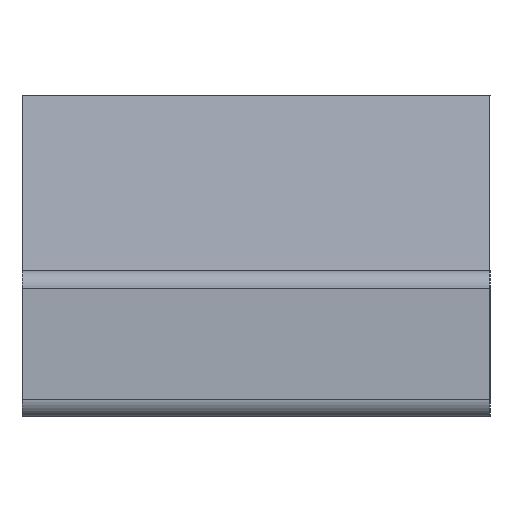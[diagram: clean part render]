
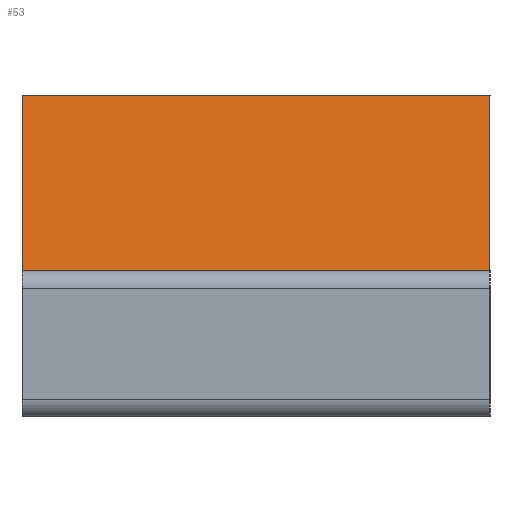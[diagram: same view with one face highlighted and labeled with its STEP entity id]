
A CAD part, left-side view. The second image highlights one B-rep face of the part: STEP entity #53.
In plain terms, the highlighted planar face has unit normal (-0.989, 0, 0.15).
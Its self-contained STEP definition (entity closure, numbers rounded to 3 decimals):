
#20=ORIENTED_EDGE('',*,*,#21,.T.);
#21=EDGE_CURVE('',#22,#24,#26,.T.);
#22=VERTEX_POINT('',#23);
#23=CARTESIAN_POINT('',(-1.,-0.8,0.44));
#24=VERTEX_POINT('',#25);
#25=CARTESIAN_POINT('',(-0.9,-0.8,1.1));
#26=LINE('',#23,#27);
#27=VECTOR('',#28,1.);
#28=DIRECTION('',(0.15,0.,0.989));
#53=ADVANCED_FACE('',(#54),#79,.T.);
#54=FACE_BOUND('',#55,.T.);
#55=EDGE_LOOP('',(#56,#65,#69,#20,#71,#76));
#56=ORIENTED_EDGE('',*,*,#57,.T.);
#57=EDGE_CURVE('',#58,#60,#62,.T.);
#58=VERTEX_POINT('',#59);
#59=CARTESIAN_POINT('',(-1.,0.8,0.44));
#60=VERTEX_POINT('',#61);
#61=CARTESIAN_POINT('',(-1.,0.6,0.44));
#62=LINE('',#59,#63);
#63=VECTOR('',#64,1.);
#64=DIRECTION('',(0.,-1.,0.));
#65=ORIENTED_EDGE('',*,*,#66,.T.);
#66=EDGE_CURVE('',#60,#67,#62,.T.);
#67=VERTEX_POINT('',#68);
#68=CARTESIAN_POINT('',(-1.,-0.6,0.44));
#69=ORIENTED_EDGE('',*,*,#70,.T.);
#70=EDGE_CURVE('',#67,#22,#62,.T.);
#71=ORIENTED_EDGE('',*,*,#72,.F.);
#72=EDGE_CURVE('',#73,#24,#75,.T.);
#73=VERTEX_POINT('',#74);
#74=CARTESIAN_POINT('',(-0.9,0.8,1.1));
#75=LINE('',#74,#63);
#76=ORIENTED_EDGE('',*,*,#77,.F.);
#77=EDGE_CURVE('',#58,#73,#78,.T.);
#78=LINE('',#59,#27);
#79=PLANE('',#80);
#80=AXIS2_PLACEMENT_3D('',#59,#81,#28);
#81=DIRECTION('',(-0.989,0.,0.15));
